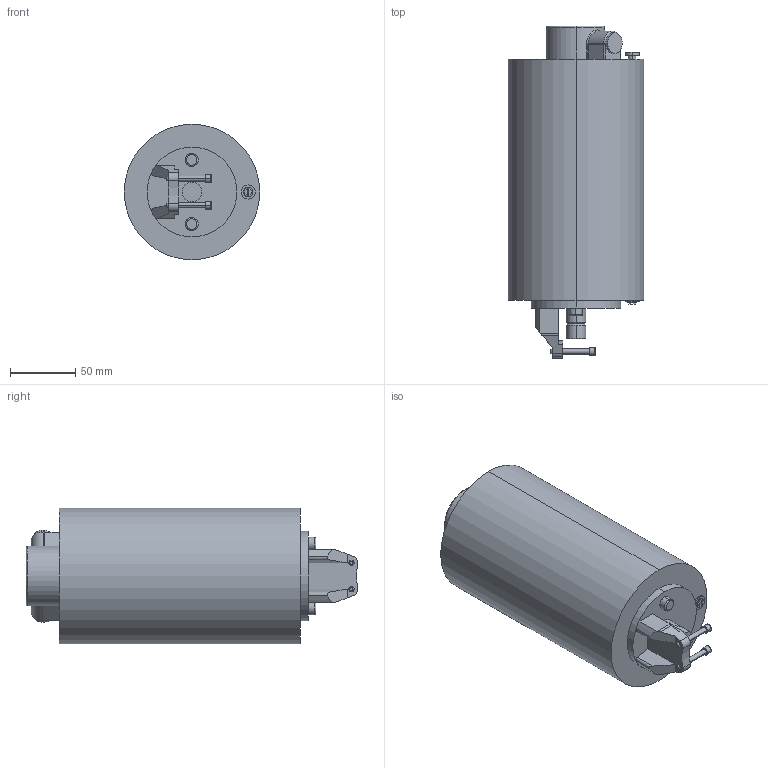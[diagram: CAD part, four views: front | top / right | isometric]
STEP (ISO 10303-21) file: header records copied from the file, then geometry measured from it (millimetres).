
FILE_DESCRIPTION (( 'STEP AP203' ), '1' );
FILE_NAME ('3D-M4500_25-80_174561010.STEP', '2024-09-20T09:25:15', ( '' ), ( '' ), 'SwSTEP 2.0', 'SolidWorks 2024', '' );
FILE_SCHEMA (( 'CONFIG_CONTROL_DESIGN' ));
Length unit declared in the file: millimetre
Products named in the file (1): 3D-M4500_25-80_174561010
Bounding box: 104 x 254.72 x 104 mm (x, y, z)
Volume: 1669987.4 mm3; surface area: 99435.9 mm2
Topology: 7 solids, 7 shells, 174 faces, 399 edges, 255 vertices
Faces by surface type: plane 76, cylinder 69, torus 19, cone 8, bspline 2
Entity records: 5517 total; most frequent: CARTESIAN_POINT 1412, DIRECTION 882, ORIENTED_EDGE 798, EDGE_CURVE 399, AXIS2_PLACEMENT_3D 335, VERTEX_POINT 255, LINE 212, VECTOR 212
